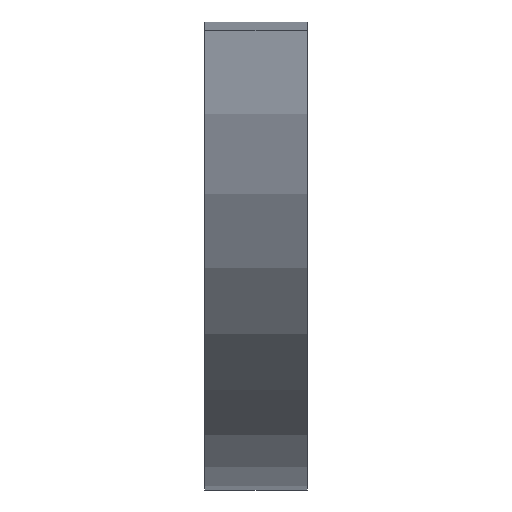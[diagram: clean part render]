
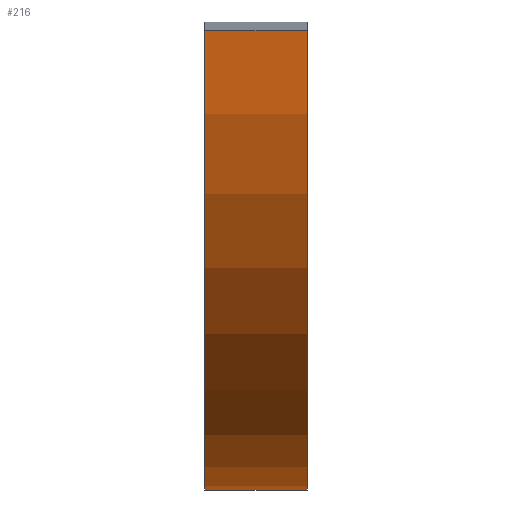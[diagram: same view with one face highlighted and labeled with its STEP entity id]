
A CAD part, front view. The second image highlights one B-rep face of the part: STEP entity #216.
In plain terms, the highlighted cylindrical face has radius 8.775 mm (diameter 17.55 mm), a partial arc.
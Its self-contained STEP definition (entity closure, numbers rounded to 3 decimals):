
#216=ADVANCED_FACE('',(#233),#234,.T.);
#233=FACE_OUTER_BOUND('',#254,.T.);
#234=CYLINDRICAL_SURFACE('',#255,8.775);
#254=EDGE_LOOP('',(#299,#300,#301,#302));
#255=AXIS2_PLACEMENT_3D('',#303,#304,#305);
#299=ORIENTED_EDGE('',*,*,#358,.F.);
#300=ORIENTED_EDGE('',*,*,#356,.T.);
#301=ORIENTED_EDGE('',*,*,#359,.T.);
#302=ORIENTED_EDGE('',*,*,#360,.F.);
#303=CARTESIAN_POINT('',(2741.674,-56.938,124.807));
#304=DIRECTION('',(-1.0,0.,0.));
#305=DIRECTION('',(0.,-0.643,-0.766));
#356=EDGE_CURVE('',#396,#394,#397,.T.);
#358=EDGE_CURVE('',#396,#399,#400,.T.);
#359=EDGE_CURVE('',#394,#401,#402,.T.);
#360=EDGE_CURVE('',#399,#401,#403,.T.);
#394=VERTEX_POINT('',#450);
#396=VERTEX_POINT('',#453);
#397=LINE('',#454,#455);
#399=VERTEX_POINT('',#458);
#400=CIRCLE('',#459,8.775);
#401=VERTEX_POINT('',#460);
#402=CIRCLE('',#461,8.775);
#403=LINE('',#462,#463);
#450=CARTESIAN_POINT('',(2742.96,-50.216,119.167));
#453=CARTESIAN_POINT('',(2741.174,-50.216,119.167));
#454=CARTESIAN_POINT('',(2741.674,-50.216,119.167));
#455=VECTOR('',#492,22.5);
#458=CARTESIAN_POINT('',(2741.174,-65.68,124.042));
#459=AXIS2_PLACEMENT_3D('',#494,#495,#496);
#460=CARTESIAN_POINT('',(2742.96,-65.68,124.042));
#461=AXIS2_PLACEMENT_3D('',#497,#498,#499);
#462=CARTESIAN_POINT('',(2741.674,-65.68,124.042));
#463=VECTOR('',#500,0.023);
#492=DIRECTION('',(1.0,0.,0.));
#494=CARTESIAN_POINT('',(2741.174,-56.938,124.807));
#495=DIRECTION('',(-1.0,0.,0.));
#496=DIRECTION('',(0.,0.643,0.766));
#497=CARTESIAN_POINT('',(2742.96,-56.938,124.807));
#498=DIRECTION('',(-1.0,0.,0.));
#499=DIRECTION('',(0.,0.643,0.766));
#500=DIRECTION('',(1.0,0.,0.));
